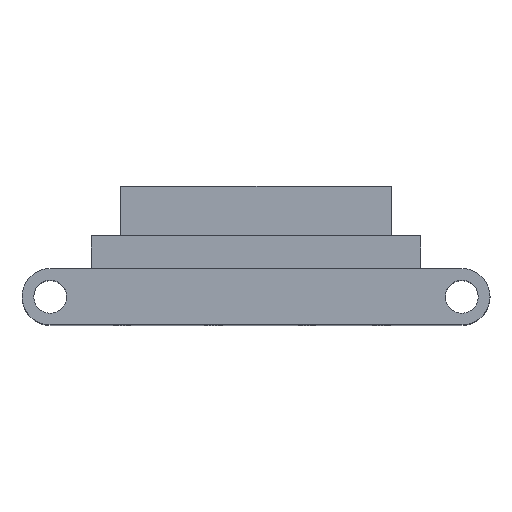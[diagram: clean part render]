
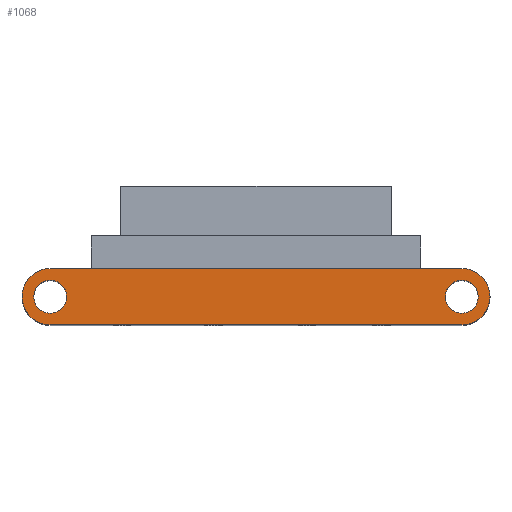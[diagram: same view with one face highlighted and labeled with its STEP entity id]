
A CAD part, top view. The second image highlights one B-rep face of the part: STEP entity #1068.
In plain terms, the highlighted planar face has unit normal (0, 0, 1).
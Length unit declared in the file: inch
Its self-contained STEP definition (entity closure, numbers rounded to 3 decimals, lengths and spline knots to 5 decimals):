
#16 = DIRECTION ( 'NONE',  ( -1., 0., 0. ) ) ;
#27 = CIRCLE ( 'NONE', #1327, 0.14 ) ;
#36 = EDGE_CURVE ( 'NONE', #425, #449, #1031, .T. ) ;
#38 = CARTESIAN_POINT ( 'NONE',  ( -1.75, 0., 3. ) ) ;
#70 = CIRCLE ( 'NONE', #969, 0.14 ) ;
#98 = DIRECTION ( 'NONE',  ( 0., 0., 1. ) ) ;
#167 = ORIENTED_EDGE ( 'NONE', *, *, #882, .T. ) ;
#173 = FACE_BOUND ( 'NONE', #1070, .T. ) ;
#193 = AXIS2_PLACEMENT_3D ( 'NONE', #231, #98, #1713 ) ;
#200 = VERTEX_POINT ( 'NONE', #233 ) ;
#231 = CARTESIAN_POINT ( 'NONE',  ( 1.75, 0., 3. ) ) ;
#233 = CARTESIAN_POINT ( 'NONE',  ( -1.89, 0., 3. ) ) ;
#239 = CARTESIAN_POINT ( 'NONE',  ( -1.75, -0.24, 3. ) ) ;
#288 = ORIENTED_EDGE ( 'NONE', *, *, #568, .T. ) ;
#290 = CARTESIAN_POINT ( 'NONE',  ( 1.75, 0., 3. ) ) ;
#294 = DIRECTION ( 'NONE',  ( 0., 0., 1. ) ) ;
#341 = ORIENTED_EDGE ( 'NONE', *, *, #690, .F. ) ;
#414 = VERTEX_POINT ( 'NONE', #1419 ) ;
#425 = VERTEX_POINT ( 'NONE', #239 ) ;
#429 = CIRCLE ( 'NONE', #193, 0.24 ) ;
#432 = CIRCLE ( 'NONE', #1697, 0.24 ) ;
#444 = DIRECTION ( 'NONE',  ( -1., 0., 0. ) ) ;
#449 = VERTEX_POINT ( 'NONE', #926 ) ;
#463 = DIRECTION ( 'NONE',  ( 0., 0., 1. ) ) ;
#496 = FACE_OUTER_BOUND ( 'NONE', #1904, .T. ) ;
#503 = CARTESIAN_POINT ( 'NONE',  ( 1.61, 0., 3. ) ) ;
#519 = AXIS2_PLACEMENT_3D ( 'NONE', #1642, #829, #16 ) ;
#531 = VERTEX_POINT ( 'NONE', #1119 ) ;
#563 = VERTEX_POINT ( 'NONE', #1791 ) ;
#568 = EDGE_CURVE ( 'NONE', #688, #425, #1769, .T. ) ;
#643 = DIRECTION ( 'NONE',  ( -1., 0., 0. ) ) ;
#663 = CARTESIAN_POINT ( 'NONE',  ( -1.75, -0.24, 3. ) ) ;
#688 = VERTEX_POINT ( 'NONE', #1352 ) ;
#690 = EDGE_CURVE ( 'NONE', #1619, #200, #27, .T. ) ;
#743 = DIRECTION ( 'NONE',  ( 0., 0., 1. ) ) ;
#789 = ORIENTED_EDGE ( 'NONE', *, *, #1354, .F. ) ;
#829 = DIRECTION ( 'NONE',  ( 0., 0., -1. ) ) ;
#854 = EDGE_CURVE ( 'NONE', #200, #1619, #1663, .T. ) ;
#882 = EDGE_CURVE ( 'NONE', #563, #688, #432, .T. ) ;
#926 = CARTESIAN_POINT ( 'NONE',  ( 1.75, -0.24, 3. ) ) ;
#927 = AXIS2_PLACEMENT_3D ( 'NONE', #290, #463, #1934 ) ;
#969 = AXIS2_PLACEMENT_3D ( 'NONE', #1747, #2034, #1382 ) ;
#1021 = AXIS2_PLACEMENT_3D ( 'NONE', #1241, #1264, #1576 ) ;
#1031 = LINE ( 'NONE', #663, #1676 ) ;
#1068 = ADVANCED_FACE ( 'NONE', ( #496, #1157, #173 ), #1655, .F. ) ;
#1070 = EDGE_LOOP ( 'NONE', ( #1956, #789 ) ) ;
#1095 = ORIENTED_EDGE ( 'NONE', *, *, #1907, .T. ) ;
#1119 = CARTESIAN_POINT ( 'NONE',  ( 1.89, 0., 3. ) ) ;
#1157 = FACE_BOUND ( 'NONE', #2057, .T. ) ;
#1219 = ORIENTED_EDGE ( 'NONE', *, *, #36, .T. ) ;
#1241 = CARTESIAN_POINT ( 'NONE',  ( -1.75, 0., 3. ) ) ;
#1246 = CARTESIAN_POINT ( 'NONE',  ( -1.61, 0., 3. ) ) ;
#1264 = DIRECTION ( 'NONE',  ( 0., 0., 1. ) ) ;
#1271 = EDGE_CURVE ( 'NONE', #1897, #531, #70, .T. ) ;
#1319 = CARTESIAN_POINT ( 'NONE',  ( -1.75, 0.24, 3. ) ) ;
#1324 = VECTOR ( 'NONE', #1841, 39.37008 ) ;
#1327 = AXIS2_PLACEMENT_3D ( 'NONE', #38, #1347, #1991 ) ;
#1329 = AXIS2_PLACEMENT_3D ( 'NONE', #2093, #294, #643 ) ;
#1332 = LINE ( 'NONE', #1319, #1324 ) ;
#1347 = DIRECTION ( 'NONE',  ( 0., 0., 1. ) ) ;
#1352 = CARTESIAN_POINT ( 'NONE',  ( -1.99, 0., 3. ) ) ;
#1354 = EDGE_CURVE ( 'NONE', #531, #1897, #2081, .T. ) ;
#1382 = DIRECTION ( 'NONE',  ( -1., 0., 0. ) ) ;
#1419 = CARTESIAN_POINT ( 'NONE',  ( 1.75, 0.24, 3. ) ) ;
#1576 = DIRECTION ( 'NONE',  ( 1., 0., 0. ) ) ;
#1619 = VERTEX_POINT ( 'NONE', #1246 ) ;
#1641 = EDGE_CURVE ( 'NONE', #449, #414, #429, .T. ) ;
#1642 = CARTESIAN_POINT ( 'NONE',  ( -1.75, 0., 3. ) ) ;
#1655 = PLANE ( 'NONE',  #519 ) ;
#1663 = CIRCLE ( 'NONE', #1021, 0.14 ) ;
#1676 = VECTOR ( 'NONE', #1682, 39.37008 ) ;
#1682 = DIRECTION ( 'NONE',  ( 1., 0., 0. ) ) ;
#1697 = AXIS2_PLACEMENT_3D ( 'NONE', #1727, #743, #444 ) ;
#1713 = DIRECTION ( 'NONE',  ( 1., 0., 0. ) ) ;
#1727 = CARTESIAN_POINT ( 'NONE',  ( -1.75, 0., 3. ) ) ;
#1747 = CARTESIAN_POINT ( 'NONE',  ( 1.75, 0., 3. ) ) ;
#1769 = CIRCLE ( 'NONE', #1329, 0.24 ) ;
#1791 = CARTESIAN_POINT ( 'NONE',  ( -1.75, 0.24, 3. ) ) ;
#1841 = DIRECTION ( 'NONE',  ( -1., 0., 0. ) ) ;
#1851 = ORIENTED_EDGE ( 'NONE', *, *, #1641, .T. ) ;
#1897 = VERTEX_POINT ( 'NONE', #503 ) ;
#1904 = EDGE_LOOP ( 'NONE', ( #167, #288, #1219, #1851, #1095 ) ) ;
#1907 = EDGE_CURVE ( 'NONE', #414, #563, #1332, .T. ) ;
#1934 = DIRECTION ( 'NONE',  ( -1., 0., 0. ) ) ;
#1956 = ORIENTED_EDGE ( 'NONE', *, *, #1271, .F. ) ;
#1988 = ORIENTED_EDGE ( 'NONE', *, *, #854, .F. ) ;
#1991 = DIRECTION ( 'NONE',  ( 1., 0., 0. ) ) ;
#2034 = DIRECTION ( 'NONE',  ( 0., 0., 1. ) ) ;
#2057 = EDGE_LOOP ( 'NONE', ( #1988, #341 ) ) ;
#2081 = CIRCLE ( 'NONE', #927, 0.14 ) ;
#2093 = CARTESIAN_POINT ( 'NONE',  ( -1.75, 0., 3. ) ) ;
